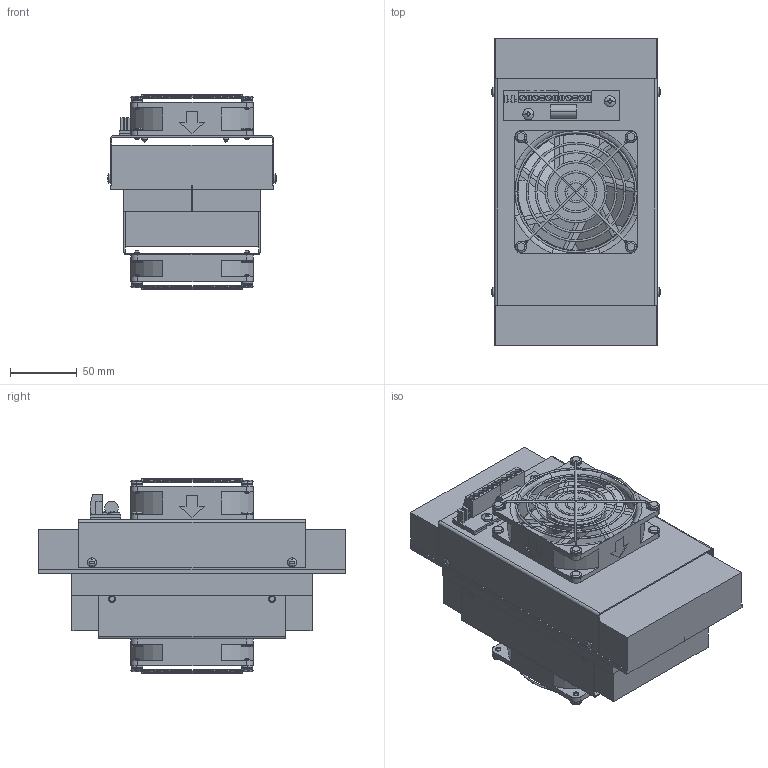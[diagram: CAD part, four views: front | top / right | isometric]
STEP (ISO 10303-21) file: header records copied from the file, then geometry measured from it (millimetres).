
FILE_DESCRIPTION (( 'STEP AP214' ), '1' );
FILE_NAME ('AA-060-12-22-00-00.STEP', '2018-12-18T00:53:19', ( '' ), ( '' ), 'SwSTEP 2.0', 'SolidWorks 2016', '' );
FILE_SCHEMA (( 'AUTOMOTIVE_DESIGN' ));
Length unit declared in the file: millimetre
Products named in the file (1): AA-060-12-22-00-00
Bounding box: 126.62 x 230 x 146.18 mm (x, y, z)
Surface area: 303650.2 mm2 (no closed solid volume)
Topology: 0 solids, 230 shells, 1104 faces, 3584 edges, 2752 vertices
Faces by surface type: plane 575, cylinder 306, torus 120, bspline 65, cone 38
Entity records: 48411 total; most frequent: CARTESIAN_POINT 13326, DIRECTION 6101, ORIENTED_EDGE 5940, EDGE_CURVE 3580, VERTEX_POINT 2752, LINE 2045, VECTOR 2045, AXIS2_PLACEMENT_3D 2028
